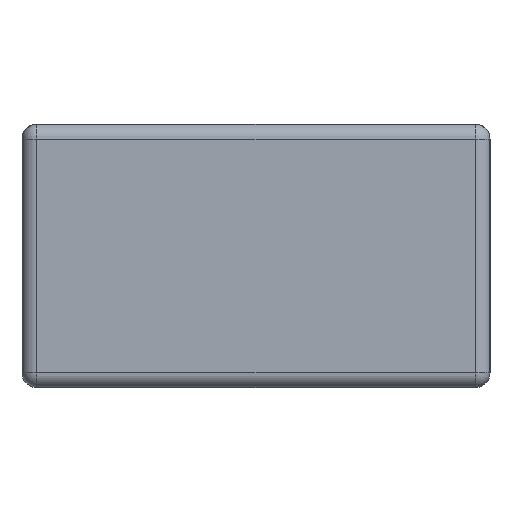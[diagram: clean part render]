
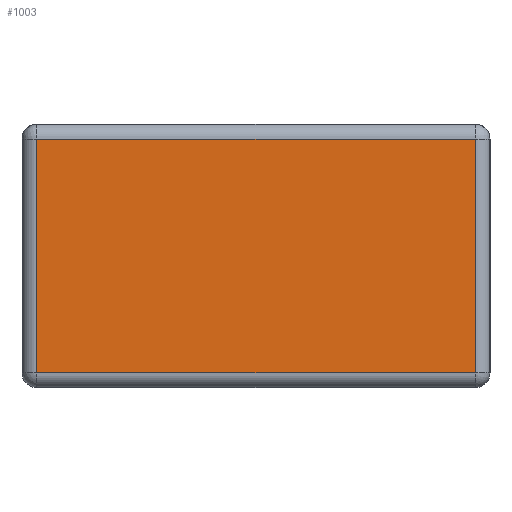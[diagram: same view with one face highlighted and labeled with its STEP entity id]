
A CAD part, left-side view. The second image highlights one B-rep face of the part: STEP entity #1003.
In plain terms, the highlighted planar face has unit normal (-1, 0, 0).
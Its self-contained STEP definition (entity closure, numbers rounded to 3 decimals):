
#26=PLANE('',#1098);
#64=LINE('',#1534,#160);
#68=LINE('',#1547,#164);
#69=LINE('',#1556,#165);
#74=LINE('',#1566,#170);
#160=VECTOR('',#1211,10.);
#164=VECTOR('',#1227,10.);
#165=VECTOR('',#1238,10.);
#170=VECTOR('',#1249,10.);
#299=FACE_OUTER_BOUND('',#367,.T.);
#367=EDGE_LOOP('',(#771,#772,#773,#774));
#460=VERTEX_POINT('',#1517);
#462=VERTEX_POINT('',#1526);
#467=VERTEX_POINT('',#1542);
#468=VERTEX_POINT('',#1549);
#552=EDGE_CURVE('',#462,#460,#64,.T.);
#559=EDGE_CURVE('',#460,#467,#68,.T.);
#563=EDGE_CURVE('',#468,#462,#69,.T.);
#569=EDGE_CURVE('',#467,#468,#74,.T.);
#771=ORIENTED_EDGE('',*,*,#552,.F.);
#772=ORIENTED_EDGE('',*,*,#563,.F.);
#773=ORIENTED_EDGE('',*,*,#569,.F.);
#774=ORIENTED_EDGE('',*,*,#559,.F.);
#1003=ADVANCED_FACE('',(#299),#26,.T.);
#1098=AXIS2_PLACEMENT_3D('',#1608,#1292,#1293);
#1211=DIRECTION('',(0.,1.,0.));
#1227=DIRECTION('',(0.,0.,1.));
#1238=DIRECTION('',(0.,0.,-1.));
#1249=DIRECTION('',(0.,-1.,0.));
#1292=DIRECTION('center_axis',(-1.,0.,0.));
#1293=DIRECTION('ref_axis',(0.,-1.,0.));
#1517=CARTESIAN_POINT('',(-0.8,0.375,0.025));
#1526=CARTESIAN_POINT('',(-0.8,-0.375,0.025));
#1534=CARTESIAN_POINT('',(-0.8,0.2,0.025));
#1542=CARTESIAN_POINT('',(-0.8,0.375,0.425));
#1547=CARTESIAN_POINT('',(-0.8,0.375,0.));
#1549=CARTESIAN_POINT('',(-0.8,-0.375,0.425));
#1556=CARTESIAN_POINT('',(-0.8,-0.375,0.));
#1566=CARTESIAN_POINT('',(-0.8,0.2,0.425));
#1608=CARTESIAN_POINT('Origin',(-0.8,0.4,0.));
